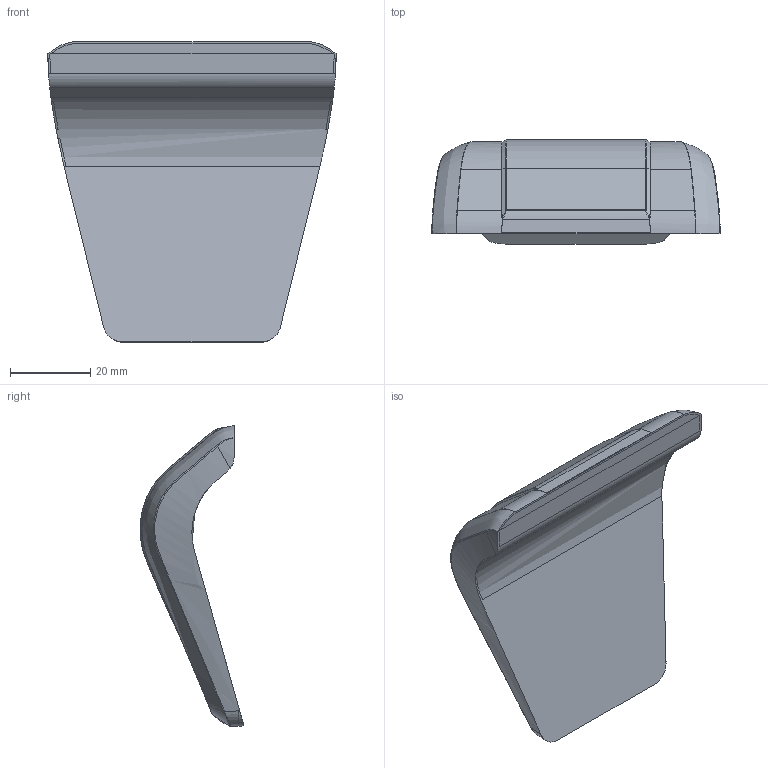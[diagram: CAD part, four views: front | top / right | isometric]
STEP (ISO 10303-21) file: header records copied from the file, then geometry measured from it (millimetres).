
FILE_DESCRIPTION (( 'STEP AP214' ), '1' );
FILE_NAME ('OBERSCHALE.STEP', '2013-04-24T06:35:46', ( '' ), ( '' ), 'SwSTEP 2.0', 'SolidWorks 2012', '' );
FILE_SCHEMA (( 'AUTOMOTIVE_DESIGN' ));
Length unit declared in the file: millimetre
Products named in the file (1): OBERSCHALE
Bounding box: 71.89 x 25.86 x 74.9 mm (x, y, z)
Volume: 46514.6 mm3; surface area: 11630.2 mm2
Topology: 1 solids, 1 shells, 179 faces, 482 edges, 305 vertices
Faces by surface type: bspline 117, cylinder 30, plane 26, cone 6
Entity records: 11623 total; most frequent: CARTESIAN_POINT 8035, ORIENTED_EDGE 964, EDGE_CURVE 482, DIRECTION 447, VERTEX_POINT 305, B_SPLINE_CURVE_WITH_KNOTS 265, EDGE_LOOP 179, ADVANCED_FACE 179
